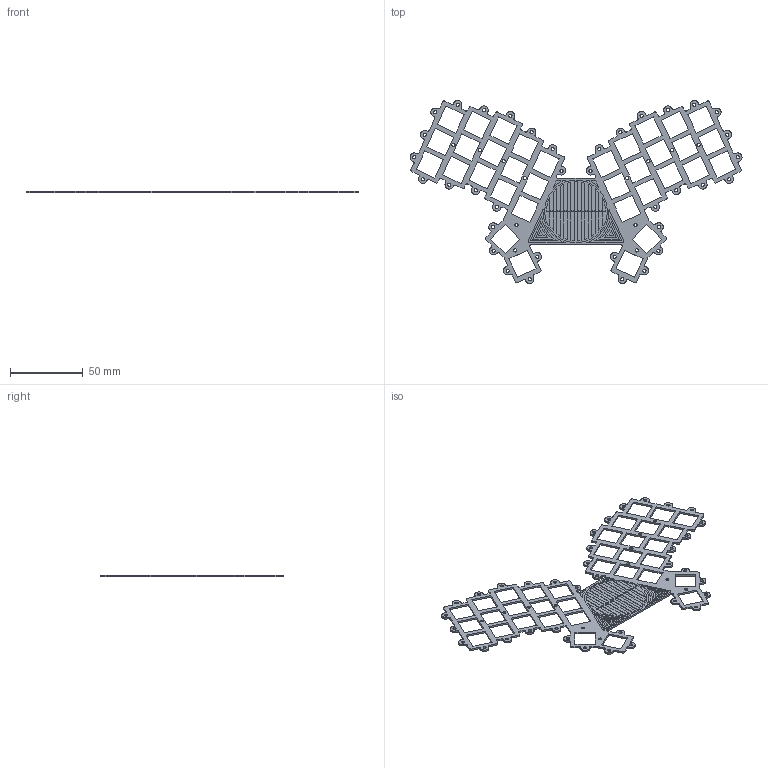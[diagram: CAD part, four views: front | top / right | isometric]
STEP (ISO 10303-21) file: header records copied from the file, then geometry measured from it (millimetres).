
FILE_DESCRIPTION(('HOOPS Exchange Step'),'2;1');
FILE_NAME('temp_export','2023-11-19T20:08:36+19:00',('jscotto'),('Shapr3D Limited'),'HOOPS Exchange 2023.2','Shapr3D','Authorized');
FILE_SCHEMA( ('AUTOMOTIVE_DESIGN { 1 0 10303 214 1 1 1 1 }') );
Length unit declared in the file: millimetre
Products named in the file (1): 3x5 - Plate (Inlaid Grill)
Bounding box: 227.93 x 125.72 x 1.2 mm (x, y, z)
Volume: 9184.5 mm3; surface area: 20417.1 mm2
Topology: 1 solids, 1 shells, 635 faces, 1954 edges, 1335 vertices
Faces by surface type: cylinder 323, plane 312
Full cylindrical faces by diameter (mm): 2.2 x48, 43.02 x1
Entity records: 22575 total; most frequent: DIRECTION 3969, CARTESIAN_POINT 3925, ORIENTED_EDGE 3908, EDGE_CURVE 1954, AXIS2_PLACEMENT_3D 1379, VERTEX_POINT 1335, VECTOR 1211, LINE 1211
